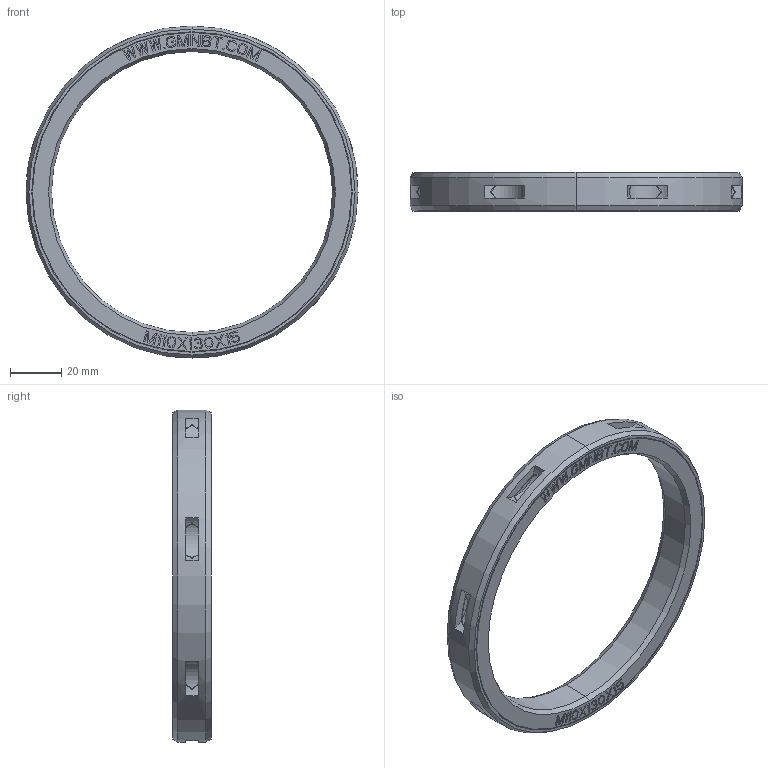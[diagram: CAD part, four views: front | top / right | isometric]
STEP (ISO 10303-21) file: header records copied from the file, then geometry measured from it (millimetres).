
FILE_DESCRIPTION((''),'2;1');
FILE_NAME('M110X130X15_PRT','2014-11-17T',('sales 4'),(''),'PRO/ENGINEER BY PARAMETRIC TECHNOLOGY CORPORATION, 2013150','PRO/ENGINEER BY PARAMETRIC TECHNOLOGY CORPORATION, 2013150','');
FILE_SCHEMA(('AUTOMOTIVE_DESIGN { 1 0 10303 214 1 1 1 1 }'));
Length unit declared in the file: millimetre
Products named in the file (1): M110X130X15_PRT
Bounding box: 130 x 15.07 x 130 mm (x, y, z)
Volume: 50899.1 mm3; surface area: 31184.4 mm2
Topology: 2 solids, 2 shells, 656 faces, 1853 edges, 1222 vertices
Faces by surface type: plane 569, cylinder 33, torus 30, cone 24
Entity records: 28408 total; most frequent: CARTESIAN_POINT 4097, ORIENTED_EDGE 3706, DIRECTION 3275, PRESENTATION_STYLE_ASSIGNMENT 2043, STYLED_ITEM 1919, CURVE_STYLE 1853, EDGE_CURVE 1853, VECTOR 1575
